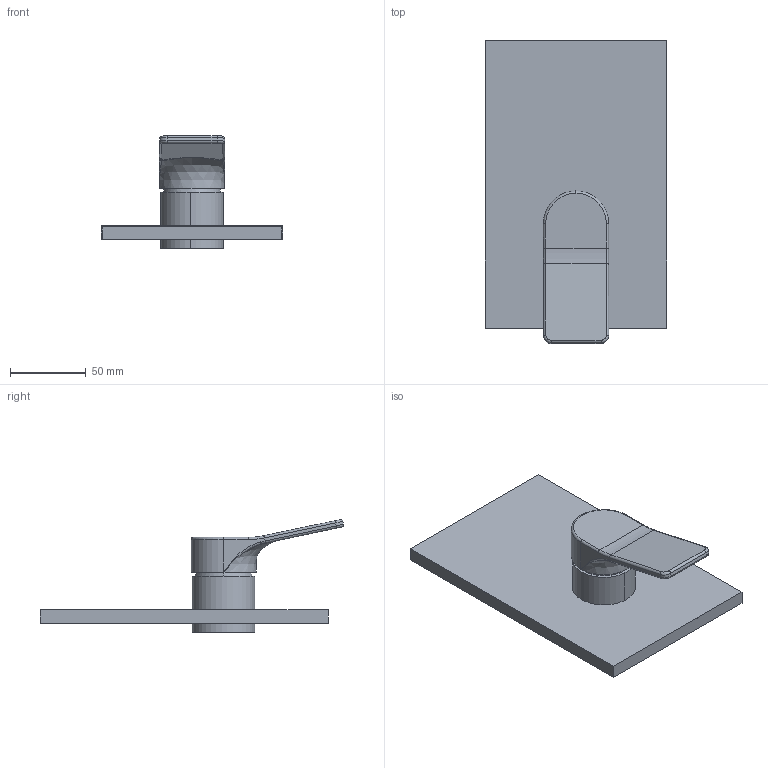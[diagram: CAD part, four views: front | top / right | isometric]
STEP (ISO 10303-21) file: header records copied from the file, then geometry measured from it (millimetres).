
FILE_DESCRIPTION (( 'STEP AP214' ), '1' );
FILE_NAME ('34189.STEP', '2024-02-08T14:03:15', ( '' ), ( '' ), 'SwSTEP 2.0', 'SolidWorks 2018', '' );
FILE_SCHEMA (( 'AUTOMOTIVE_DESIGN' ));
Length unit declared in the file: millimetre
Products named in the file (5): 34189; contenitore cart. diam.35; cappuccio minimalista; piastra 20189; prova leva
Assembly tree (4 placements, depth 2):
  34189
    piastra 20189
    contenitore cart. diam.35
    cappuccio minimalista
    prova leva
Bounding box: 120 x 200.27 x 74.51 mm (x, y, z)
Volume: 104586.6 mm3; surface area: 79492.1 mm2
Topology: 4 solids, 4 shells, 112 faces, 255 edges, 147 vertices
Faces by surface type: cylinder 39, plane 37, torus 17, bspline 15, sphere 4
Entity records: 4583 total; most frequent: CARTESIAN_POINT 1958, DIRECTION 532, ORIENTED_EDGE 494, EDGE_CURVE 247, AXIS2_PLACEMENT_3D 211, VERTEX_POINT 147, EDGE_LOOP 118, FACE_OUTER_BOUND 112
